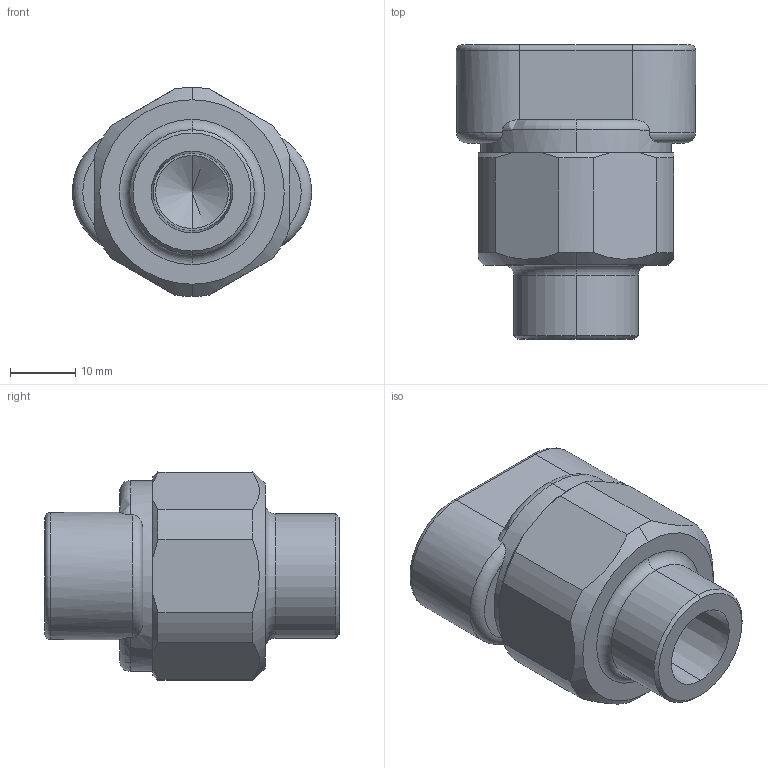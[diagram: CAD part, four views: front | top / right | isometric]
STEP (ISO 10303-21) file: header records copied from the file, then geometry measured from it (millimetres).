
FILE_DESCRIPTION (( 'STEP AP203' ), '1' );
FILE_NAME ('32149.STEP', '2020-10-05T19:59:01', ( '' ), ( '' ), 'SwSTEP 2.0', 'SolidWorks 2020', '' );
FILE_SCHEMA (( 'CONFIG_CONTROL_DESIGN' ));
Length unit declared in the file: inch
Products named in the file (1): 32149
Bounding box: 36.58 x 44.96 x 31.95 mm (x, y, z)
Volume: 21118.9 mm3; surface area: 7308.1 mm2
Topology: 1 solids, 1 shells, 76 faces, 186 edges, 114 vertices
Faces by surface type: cone 23, cylinder 21, plane 19, torus 13
Entity records: 2443 total; most frequent: CARTESIAN_POINT 573, DIRECTION 402, ORIENTED_EDGE 360, EDGE_CURVE 180, AXIS2_PLACEMENT_3D 171, VERTEX_POINT 114, CIRCLE 94, EDGE_LOOP 84
